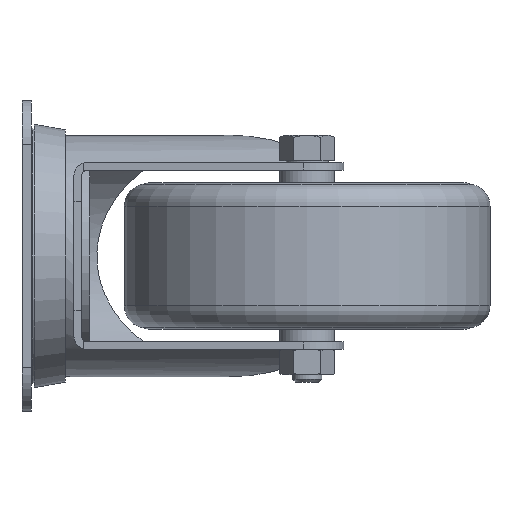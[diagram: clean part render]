
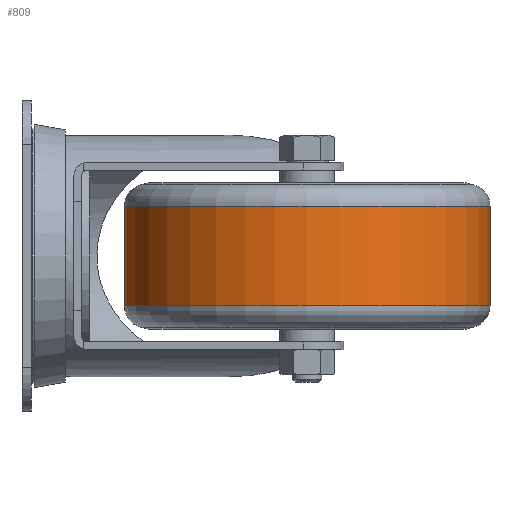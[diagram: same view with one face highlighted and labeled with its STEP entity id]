
A CAD part, left-side view. The second image highlights one B-rep face of the part: STEP entity #809.
In plain terms, the highlighted cylindrical face has radius 50 mm (diameter 100 mm), a full revolution.
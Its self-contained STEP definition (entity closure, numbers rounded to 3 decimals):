
#809 = ADVANCED_FACE( '', ( #1663, #1664 ), #1665, .T. );
#1663 = FACE_OUTER_BOUND( '', #2631, .T. );
#1664 = FACE_OUTER_BOUND( '', #2632, .T. );
#1665 = CYLINDRICAL_SURFACE( '', #2633, 50. );
#2631 = EDGE_LOOP( '', ( #4466 ) );
#2632 = EDGE_LOOP( '', ( #4467 ) );
#2633 = AXIS2_PLACEMENT_3D( '', #4468, #4469, #4470 );
#4466 = ORIENTED_EDGE( '', *, *, #5107, .T. );
#4467 = ORIENTED_EDGE( '', *, *, #5500, .F. );
#4468 = CARTESIAN_POINT( '', ( 40., 0., 0. ) );
#4469 = DIRECTION( '', ( -1., 0., 0. ) );
#4470 = DIRECTION( '', ( 0., 0., -1. ) );
#5107 = EDGE_CURVE( '', #6018, #6018, #6019, .T. );
#5500 = EDGE_CURVE( '', #6626, #6626, #6627, .T. );
#6018 = VERTEX_POINT( '', #7329 );
#6019 = CIRCLE( '', #7330, 50. );
#6626 = VERTEX_POINT( '', #8199 );
#6627 = CIRCLE( '', #8200, 50. );
#7329 = CARTESIAN_POINT( '', ( 6.346, 0., -50. ) );
#7330 = AXIS2_PLACEMENT_3D( '', #8784, #8785, #8786 );
#8199 = CARTESIAN_POINT( '', ( 33.654, 0., -50. ) );
#8200 = AXIS2_PLACEMENT_3D( '', #9270, #9271, #9272 );
#8784 = CARTESIAN_POINT( '', ( 6.346, 0., 0. ) );
#8785 = DIRECTION( '', ( 1., 0., 0. ) );
#8786 = DIRECTION( '', ( 0., 0., -1. ) );
#9270 = CARTESIAN_POINT( '', ( 33.654, 0., 0. ) );
#9271 = DIRECTION( '', ( 1., 0., 0. ) );
#9272 = DIRECTION( '', ( 0., 0., -1. ) );
